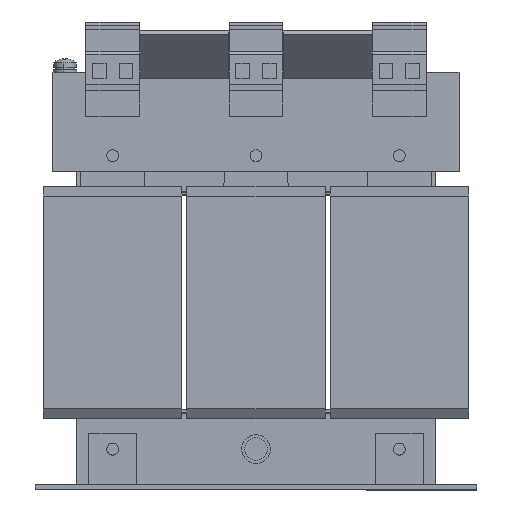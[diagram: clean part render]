
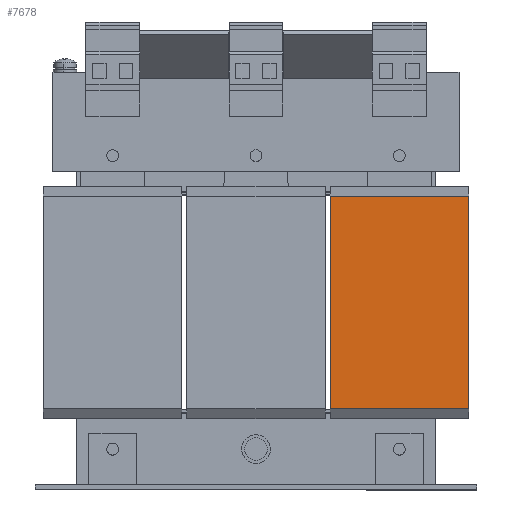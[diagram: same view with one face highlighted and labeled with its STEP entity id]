
A CAD part, top view. The second image highlights one B-rep face of the part: STEP entity #7678.
In plain terms, the highlighted planar face has unit normal (0, 0, 1).
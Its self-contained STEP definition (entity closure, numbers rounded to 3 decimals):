
#909 = DIRECTION ( 'NONE',  ( 0., 0., -1. ) ) ;
#1416 = EDGE_CURVE ( 'NONE', #24639, #4295, #10368, .T. ) ;
#2412 = DIRECTION ( 'NONE',  ( 0., -1., 0. ) ) ;
#2955 = CARTESIAN_POINT ( 'NONE',  ( 89., 44.5, 33.45 ) ) ;
#3230 = EDGE_LOOP ( 'NONE', ( #19906, #26366, #17392, #23790 ) ) ;
#3928 = CARTESIAN_POINT ( 'NONE',  ( 31., -44.5, 33.45 ) ) ;
#4177 = CARTESIAN_POINT ( 'NONE',  ( 89., 44.5, 33.45 ) ) ;
#4295 = VERTEX_POINT ( 'NONE', #17741 ) ;
#5848 = VECTOR ( 'NONE', #11139, 1000. ) ;
#6077 = DIRECTION ( 'NONE',  ( 0., -1., 0. ) ) ;
#6525 = VECTOR ( 'NONE', #6077, 1000. ) ;
#7643 = DIRECTION ( 'NONE',  ( -1., 0., 0. ) ) ;
#7678 = ADVANCED_FACE ( 'Defeature ausgef�hrt1_40', ( #25600 ), #15402, .F. ) ;
#7787 = CARTESIAN_POINT ( 'NONE',  ( 89., -44.5, 33.45 ) ) ;
#9101 = CARTESIAN_POINT ( 'NONE',  ( 89., -44.5, 33.45 ) ) ;
#9134 = VERTEX_POINT ( 'NONE', #4177 ) ;
#10368 = LINE ( 'NONE', #3928, #6525 ) ;
#10493 = CARTESIAN_POINT ( 'NONE',  ( 31., 44.5, 33.45 ) ) ;
#11139 = DIRECTION ( 'NONE',  ( -1., 0., 0. ) ) ;
#11915 = VERTEX_POINT ( 'NONE', #7787 ) ;
#12580 = AXIS2_PLACEMENT_3D ( 'NONE', #19429, #909, #13379 ) ;
#12734 = LINE ( 'NONE', #9101, #12965 ) ;
#12965 = VECTOR ( 'NONE', #2412, 1000. ) ;
#13379 = DIRECTION ( 'NONE',  ( 0., 1., 0. ) ) ;
#14489 = EDGE_CURVE ( 'NONE', #11915, #4295, #16226, .T. ) ;
#15402 = PLANE ( 'NONE',  #12580 ) ;
#16226 = LINE ( 'NONE', #24022, #19917 ) ;
#17392 = ORIENTED_EDGE ( 'NONE', *, *, #20531, .F. ) ;
#17741 = CARTESIAN_POINT ( 'NONE',  ( 31., -44.5, 33.45 ) ) ;
#18107 = EDGE_CURVE ( 'NONE', #9134, #24639, #25628, .T. ) ;
#19429 = CARTESIAN_POINT ( 'NONE',  ( 89., -44.5, 33.45 ) ) ;
#19906 = ORIENTED_EDGE ( 'NONE', *, *, #1416, .T. ) ;
#19917 = VECTOR ( 'NONE', #7643, 1000. ) ;
#20531 = EDGE_CURVE ( 'NONE', #9134, #11915, #12734, .T. ) ;
#23790 = ORIENTED_EDGE ( 'NONE', *, *, #18107, .T. ) ;
#24022 = CARTESIAN_POINT ( 'NONE',  ( 89., -44.5, 33.45 ) ) ;
#24639 = VERTEX_POINT ( 'NONE', #10493 ) ;
#25600 = FACE_OUTER_BOUND ( 'NONE', #3230, .T. ) ;
#25628 = LINE ( 'NONE', #2955, #5848 ) ;
#26366 = ORIENTED_EDGE ( 'NONE', *, *, #14489, .F. ) ;
